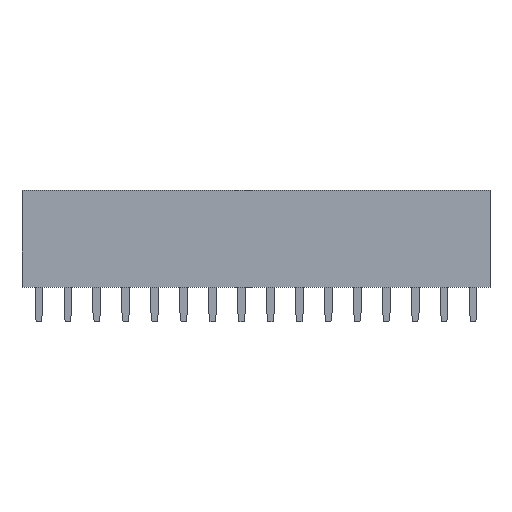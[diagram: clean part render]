
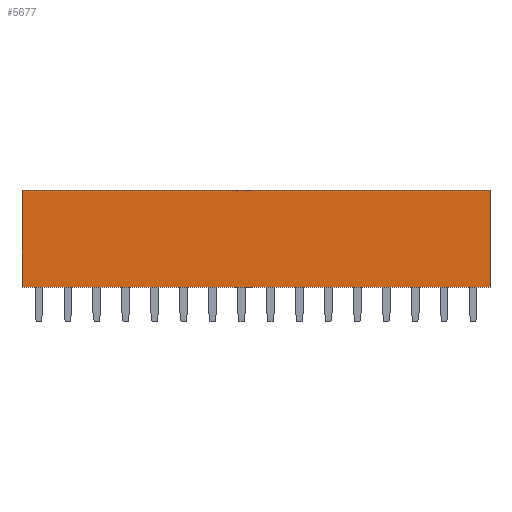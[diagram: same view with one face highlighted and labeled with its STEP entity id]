
A CAD part, top view. The second image highlights one B-rep face of the part: STEP entity #5677.
In plain terms, the highlighted planar face has unit normal (0, 0, 1).
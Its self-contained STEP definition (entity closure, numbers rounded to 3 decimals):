
#451=FACE_OUTER_BOUND('',#807,.T.);
#807=EDGE_LOOP('',(#4672,#4673,#4674,#4675));
#905=LINE('',#7723,#1636);
#1426=LINE('',#8783,#2157);
#1433=LINE('',#8796,#2164);
#1434=LINE('',#8797,#2165);
#1636=VECTOR('',#6244,41.04);
#2157=VECTOR('',#7187,41.04);
#2164=VECTOR('',#7198,8.5);
#2165=VECTOR('',#7199,8.5);
#2367=VERTEX_POINT('',#7720);
#2368=VERTEX_POINT('',#7722);
#2695=VERTEX_POINT('',#8781);
#2696=VERTEX_POINT('',#8782);
#2855=EDGE_CURVE('',#2367,#2368,#905,.T.);
#3376=EDGE_CURVE('',#2695,#2696,#1426,.T.);
#3383=EDGE_CURVE('',#2367,#2695,#1433,.T.);
#3384=EDGE_CURVE('',#2368,#2696,#1434,.T.);
#4672=ORIENTED_EDGE('',*,*,#2855,.F.);
#4673=ORIENTED_EDGE('',*,*,#3383,.T.);
#4674=ORIENTED_EDGE('',*,*,#3376,.T.);
#4675=ORIENTED_EDGE('',*,*,#3384,.F.);
#5391=PLANE('',#6076);
#5677=ADVANCED_FACE('',(#451),#5391,.T.);
#6076=AXIS2_PLACEMENT_3D('',#8795,#7196,#7197);
#6244=DIRECTION('',(1.,0.,0.));
#7187=DIRECTION('',(1.,0.,0.));
#7196=DIRECTION('center_axis',(0.,0.,1.));
#7197=DIRECTION('ref_axis',(1.,0.,0.));
#7198=DIRECTION('',(0.,-1.,0.));
#7199=DIRECTION('',(0.,-1.,0.));
#7720=CARTESIAN_POINT('',(-39.57,0.,1.25));
#7722=CARTESIAN_POINT('',(1.47,0.,1.25));
#7723=CARTESIAN_POINT('',(-39.57,0.,1.25));
#8781=CARTESIAN_POINT('',(-39.57,-8.5,1.25));
#8782=CARTESIAN_POINT('',(1.47,-8.5,1.25));
#8783=CARTESIAN_POINT('',(-39.57,-8.5,1.25));
#8795=CARTESIAN_POINT('Origin',(-1.27,0.,1.25));
#8796=CARTESIAN_POINT('',(-39.57,0.,1.25));
#8797=CARTESIAN_POINT('',(1.47,0.,1.25));
